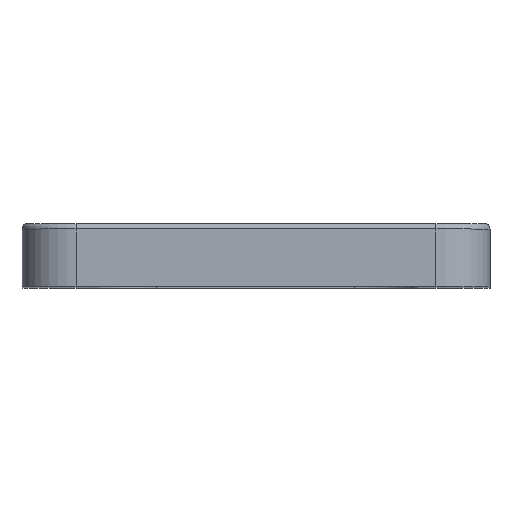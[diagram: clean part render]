
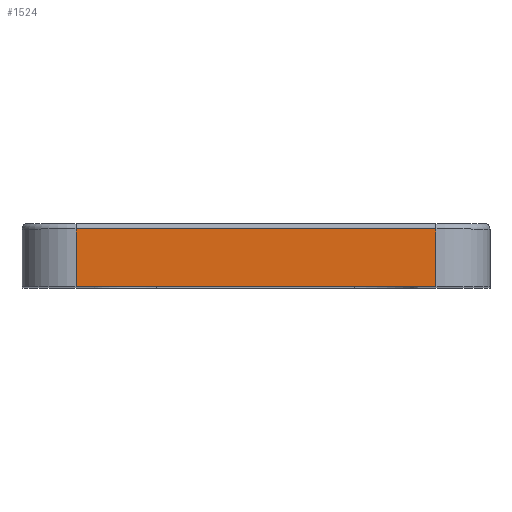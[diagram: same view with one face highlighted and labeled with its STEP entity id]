
A CAD part, top view. The second image highlights one B-rep face of the part: STEP entity #1524.
In plain terms, the highlighted planar face has unit normal (0, 0, 1).
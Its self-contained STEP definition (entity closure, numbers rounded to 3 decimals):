
#143 = CARTESIAN_POINT ( 'NONE',  ( 20., 0., 58.5 ) ) ;
#159 = EDGE_LOOP ( 'NONE', ( #2344, #2318, #929, #191 ) ) ;
#191 = ORIENTED_EDGE ( 'NONE', *, *, #887, .F. ) ;
#257 = DIRECTION ( 'NONE',  ( 1., 0., 0. ) ) ;
#391 = CARTESIAN_POINT ( 'NONE',  ( 20., 6.4, 58.5 ) ) ;
#465 = EDGE_CURVE ( 'NONE', #2567, #1392, #2248, .T. ) ;
#480 = CARTESIAN_POINT ( 'NONE',  ( 20., 7., 58.5 ) ) ;
#557 = VERTEX_POINT ( 'NONE', #391 ) ;
#639 = FACE_OUTER_BOUND ( 'NONE', #159, .T. ) ;
#690 = CARTESIAN_POINT ( 'NONE',  ( 20., 7., 58.5 ) ) ;
#701 = CARTESIAN_POINT ( 'NONE',  ( -20., 6.4, 58.5 ) ) ;
#887 = EDGE_CURVE ( 'NONE', #1934, #1392, #1920, .T. ) ;
#912 = VECTOR ( 'NONE', #2429, 1000. ) ;
#929 = ORIENTED_EDGE ( 'NONE', *, *, #465, .T. ) ;
#935 = DIRECTION ( 'NONE',  ( -1., 0., 0. ) ) ;
#1038 = DIRECTION ( 'NONE',  ( 0., -1., 0. ) ) ;
#1085 = PLANE ( 'NONE',  #1176 ) ;
#1176 = AXIS2_PLACEMENT_3D ( 'NONE', #480, #1263, #257 ) ;
#1263 = DIRECTION ( 'NONE',  ( 0., 0., 1. ) ) ;
#1392 = VERTEX_POINT ( 'NONE', #2404 ) ;
#1431 = EDGE_CURVE ( 'NONE', #557, #2567, #1632, .T. ) ;
#1435 = DIRECTION ( 'NONE',  ( -1., 0., 0. ) ) ;
#1468 = CARTESIAN_POINT ( 'NONE',  ( -20., 7., 58.5 ) ) ;
#1517 = VECTOR ( 'NONE', #1038, 1000. ) ;
#1524 = ADVANCED_FACE ( 'NONE', ( #639 ), #1085, .T. ) ;
#1540 = EDGE_CURVE ( 'NONE', #557, #1934, #1670, .T. ) ;
#1632 = LINE ( 'NONE', #2227, #1982 ) ;
#1670 = LINE ( 'NONE', #690, #1517 ) ;
#1920 = LINE ( 'NONE', #143, #2568 ) ;
#1934 = VERTEX_POINT ( 'NONE', #2465 ) ;
#1982 = VECTOR ( 'NONE', #1435, 1000. ) ;
#2227 = CARTESIAN_POINT ( 'NONE',  ( -20., 6.4, 58.5 ) ) ;
#2248 = LINE ( 'NONE', #1468, #912 ) ;
#2318 = ORIENTED_EDGE ( 'NONE', *, *, #1431, .T. ) ;
#2344 = ORIENTED_EDGE ( 'NONE', *, *, #1540, .F. ) ;
#2404 = CARTESIAN_POINT ( 'NONE',  ( -20., 0., 58.5 ) ) ;
#2429 = DIRECTION ( 'NONE',  ( 0., -1., 0. ) ) ;
#2465 = CARTESIAN_POINT ( 'NONE',  ( 20., 0., 58.5 ) ) ;
#2567 = VERTEX_POINT ( 'NONE', #701 ) ;
#2568 = VECTOR ( 'NONE', #935, 1000. ) ;
